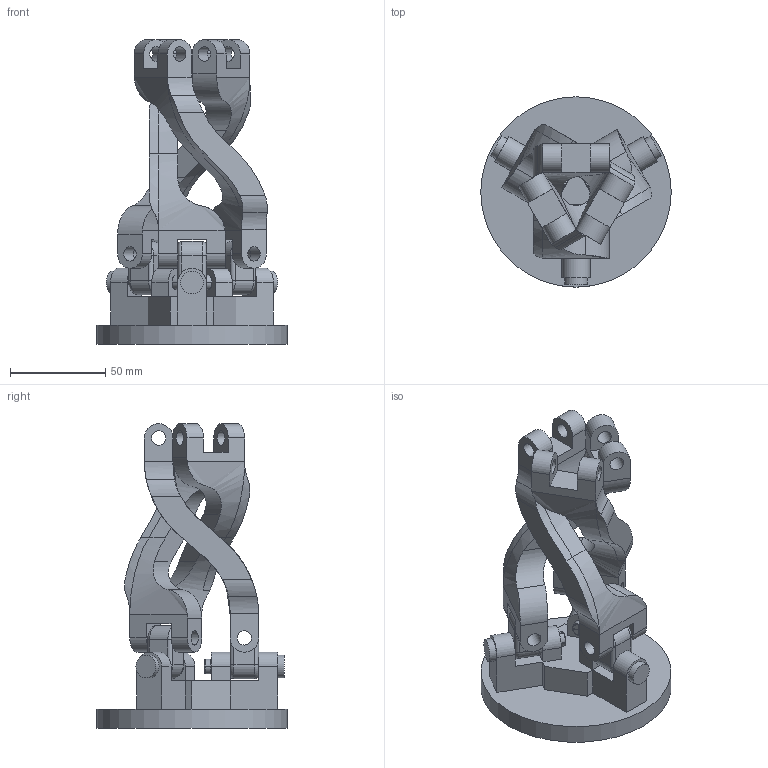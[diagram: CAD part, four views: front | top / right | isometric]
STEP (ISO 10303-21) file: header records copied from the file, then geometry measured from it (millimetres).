
FILE_DESCRIPTION(/* description */ (''),/* implementation_level */ '2;1');
FILE_NAME(/* name */ 'assembly v5.stp',/* time_stamp */ '2022-06-18T23:08:55+02:00',/* author */ (''),/* organization */ (''),/* preprocessor_version */ 'ST-DEVELOPER v19',/* originating_system */ 'Autodesk Translation Framework v11.7.0.108',/* authorisation */ '');
FILE_SCHEMA (('AUTOMOTIVE_DESIGN { 1 0 10303 214 3 1 1 }'));
Length unit declared in the file: millimetre
Products named in the file (5): assembly; bottom_base; snap_pin; joint; _old_leg
Assembly tree (10 placements, depth 2):
  assembly
    bottom_base
    joint  x3
    snap_pin  x3
    _old_leg  x3
Bounding box: 100 x 100 x 160 mm (x, y, z)
Volume: 262099.1 mm3; surface area: 76006.2 mm2
Topology: 10 solids, 10 shells, 307 faces, 807 edges, 524 vertices
Faces by surface type: plane 144, cylinder 103, cone 24, bspline 24, torus 12
Full cylindrical faces by diameter (mm): 7.2 x3, 7.5 x24, 12 x3, 100 x1
Entity records: 4704 total; most frequent: CARTESIAN_POINT 1185, ORIENTED_EDGE 710, DIRECTION 689, EDGE_CURVE 355, AXIS2_PLACEMENT_3D 234, VERTEX_POINT 228, LINE 221, VECTOR 221
